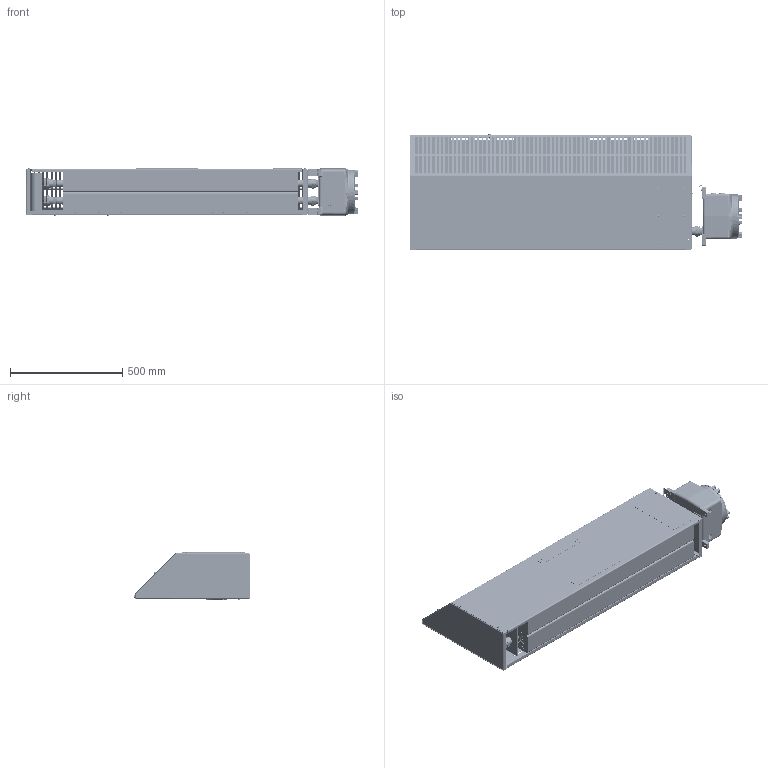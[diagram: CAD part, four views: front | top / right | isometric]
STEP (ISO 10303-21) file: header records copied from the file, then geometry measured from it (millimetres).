
FILE_DESCRIPTION (( 'STEP AP214' ), '1' );
FILE_NAME ('XEC CONTROL BOX 49.5.STEP', '2021-08-31T21:01:04', ( '' ), ( '' ), 'SwSTEP 2.0', 'SolidWorks 2020', '' );
FILE_SCHEMA (( 'AUTOMOTIVE_DESIGN' ));
Length unit declared in the file: inch
Products named in the file (1): XEC CONTROL BOX 49.5
Bounding box: 1480.6 x 519.46 x 215.29 mm (x, y, z)
Volume: 33756489.8 mm3; surface area: 5297676.4 mm2
Topology: 59 solids, 64 shells, 7265 faces, 18018 edges, 11061 vertices
Faces by surface type: cylinder 2274, plane 1960, cone 1233, bspline 884, torus 841, sphere 73
Entity records: 415821 total; most frequent: CARTESIAN_POINT 157882, ORIENTED_EDGE 35868, DIRECTION 32195, EDGE_CURVE 17934, AXIS2_PLACEMENT_3D 11915, VERTEX_POINT 11050, LINE 8365, VECTOR 8365
